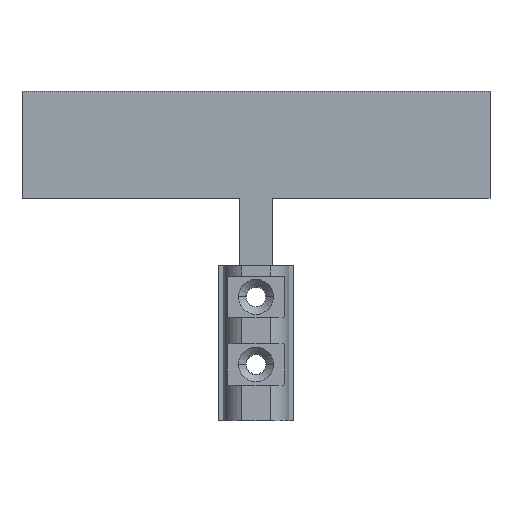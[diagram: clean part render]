
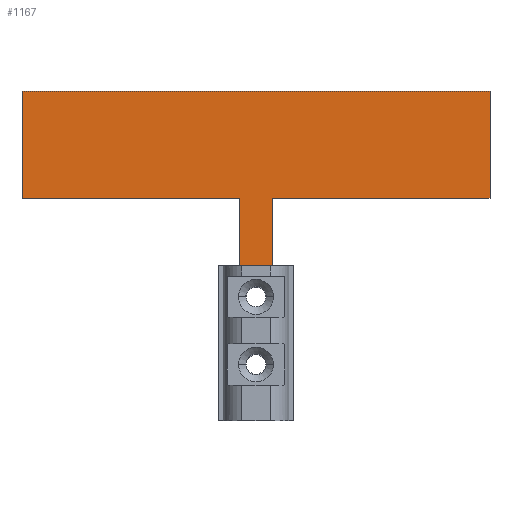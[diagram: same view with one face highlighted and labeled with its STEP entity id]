
A CAD part, top view. The second image highlights one B-rep face of the part: STEP entity #1167.
In plain terms, the highlighted planar face has unit normal (0, 0, 1).
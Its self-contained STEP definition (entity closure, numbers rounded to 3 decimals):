
#2 = EDGE_CURVE ( 'NONE', #8, #16, #267, .T. ) ;
#8 = VERTEX_POINT ( 'NONE', #1008 ) ;
#16 = VERTEX_POINT ( 'NONE', #1258 ) ;
#20 = DIRECTION ( 'NONE',  ( -1., 0., 0. ) ) ;
#28 = CARTESIAN_POINT ( 'NONE',  ( 48.225, 58.5, 3. ) ) ;
#71 = DIRECTION ( 'NONE',  ( 0., 1., 0. ) ) ;
#77 = FACE_OUTER_BOUND ( 'NONE', #252, .T. ) ;
#83 = DIRECTION ( 'NONE',  ( -1., 0., 0. ) ) ;
#122 = CARTESIAN_POINT ( 'NONE',  ( 3.725, 27.5, 3. ) ) ;
#146 = CARTESIAN_POINT ( 'NONE',  ( 3.725, 27.5, 3. ) ) ;
#189 = AXIS2_PLACEMENT_3D ( 'NONE', #368, #1229, #1134 ) ;
#203 = ORIENTED_EDGE ( 'NONE', *, *, #1073, .F. ) ;
#231 = EDGE_CURVE ( 'NONE', #506, #628, #498, .T. ) ;
#252 = EDGE_LOOP ( 'NONE', ( #475, #566, #664, #1251, #1372, #203, #539, #1349 ) ) ;
#267 = LINE ( 'NONE', #1343, #800 ) ;
#285 = EDGE_CURVE ( 'NONE', #354, #450, #1144, .T. ) ;
#302 = CARTESIAN_POINT ( 'NONE',  ( 48.225, 39.5, 3. ) ) ;
#318 = EDGE_CURVE ( 'NONE', #628, #8, #1243, .T. ) ;
#354 = VERTEX_POINT ( 'NONE', #582 ) ;
#368 = CARTESIAN_POINT ( 'NONE',  ( 0., 0., 3. ) ) ;
#379 = DIRECTION ( 'NONE',  ( -1., 0., 0. ) ) ;
#450 = VERTEX_POINT ( 'NONE', #845 ) ;
#472 = CARTESIAN_POINT ( 'NONE',  ( 48.225, 39.5, 3. ) ) ;
#475 = ORIENTED_EDGE ( 'NONE', *, *, #2, .F. ) ;
#498 = LINE ( 'NONE', #1347, #579 ) ;
#506 = VERTEX_POINT ( 'NONE', #28 ) ;
#539 = ORIENTED_EDGE ( 'NONE', *, *, #853, .F. ) ;
#566 = ORIENTED_EDGE ( 'NONE', *, *, #318, .F. ) ;
#579 = VECTOR ( 'NONE', #595, 1000. ) ;
#582 = CARTESIAN_POINT ( 'NONE',  ( -34.775, 39.5, 3. ) ) ;
#583 = DIRECTION ( 'NONE',  ( 0., -1., 0. ) ) ;
#595 = DIRECTION ( 'NONE',  ( 0., -1., 0. ) ) ;
#605 = PLANE ( 'NONE',  #189 ) ;
#628 = VERTEX_POINT ( 'NONE', #302 ) ;
#664 = ORIENTED_EDGE ( 'NONE', *, *, #231, .F. ) ;
#668 = CARTESIAN_POINT ( 'NONE',  ( 3.725, 39.5, 3. ) ) ;
#674 = EDGE_CURVE ( 'NONE', #16, #996, #747, .T. ) ;
#688 = CARTESIAN_POINT ( 'NONE',  ( -34.775, 39.5, 3. ) ) ;
#742 = DIRECTION ( 'NONE',  ( 0., 1., 0. ) ) ;
#747 = LINE ( 'NONE', #1040, #751 ) ;
#751 = VECTOR ( 'NONE', #83, 1000. ) ;
#765 = LINE ( 'NONE', #668, #926 ) ;
#792 = VERTEX_POINT ( 'NONE', #1013 ) ;
#800 = VECTOR ( 'NONE', #583, 1000. ) ;
#845 = CARTESIAN_POINT ( 'NONE',  ( -34.775, 58.5, 3. ) ) ;
#853 = EDGE_CURVE ( 'NONE', #996, #792, #1051, .T. ) ;
#923 = CARTESIAN_POINT ( 'NONE',  ( -34.775, 58.5, 3. ) ) ;
#926 = VECTOR ( 'NONE', #20, 1000. ) ;
#996 = VERTEX_POINT ( 'NONE', #146 ) ;
#1008 = CARTESIAN_POINT ( 'NONE',  ( 9.725, 39.5, 3. ) ) ;
#1013 = CARTESIAN_POINT ( 'NONE',  ( 3.725, 39.5, 3. ) ) ;
#1024 = VECTOR ( 'NONE', #71, 1000. ) ;
#1033 = LINE ( 'NONE', #923, #1242 ) ;
#1040 = CARTESIAN_POINT ( 'NONE',  ( 9.725, 27.5, 3. ) ) ;
#1043 = VECTOR ( 'NONE', #742, 1000. ) ;
#1051 = LINE ( 'NONE', #122, #1043 ) ;
#1073 = EDGE_CURVE ( 'NONE', #792, #354, #765, .T. ) ;
#1126 = DIRECTION ( 'NONE',  ( 1., 0., 0. ) ) ;
#1134 = DIRECTION ( 'NONE',  ( -1., 0., 0. ) ) ;
#1144 = LINE ( 'NONE', #688, #1024 ) ;
#1167 = ADVANCED_FACE ( 'NONE', ( #77 ), #605, .F. ) ;
#1194 = EDGE_CURVE ( 'NONE', #450, #506, #1033, .T. ) ;
#1206 = VECTOR ( 'NONE', #379, 1000. ) ;
#1229 = DIRECTION ( 'NONE',  ( 0., 0., -1. ) ) ;
#1242 = VECTOR ( 'NONE', #1126, 1000. ) ;
#1243 = LINE ( 'NONE', #472, #1206 ) ;
#1251 = ORIENTED_EDGE ( 'NONE', *, *, #1194, .F. ) ;
#1258 = CARTESIAN_POINT ( 'NONE',  ( 9.725, 27.5, 3. ) ) ;
#1343 = CARTESIAN_POINT ( 'NONE',  ( 9.725, 39.5, 3. ) ) ;
#1347 = CARTESIAN_POINT ( 'NONE',  ( 48.225, 58.5, 3. ) ) ;
#1349 = ORIENTED_EDGE ( 'NONE', *, *, #674, .F. ) ;
#1372 = ORIENTED_EDGE ( 'NONE', *, *, #285, .F. ) ;
